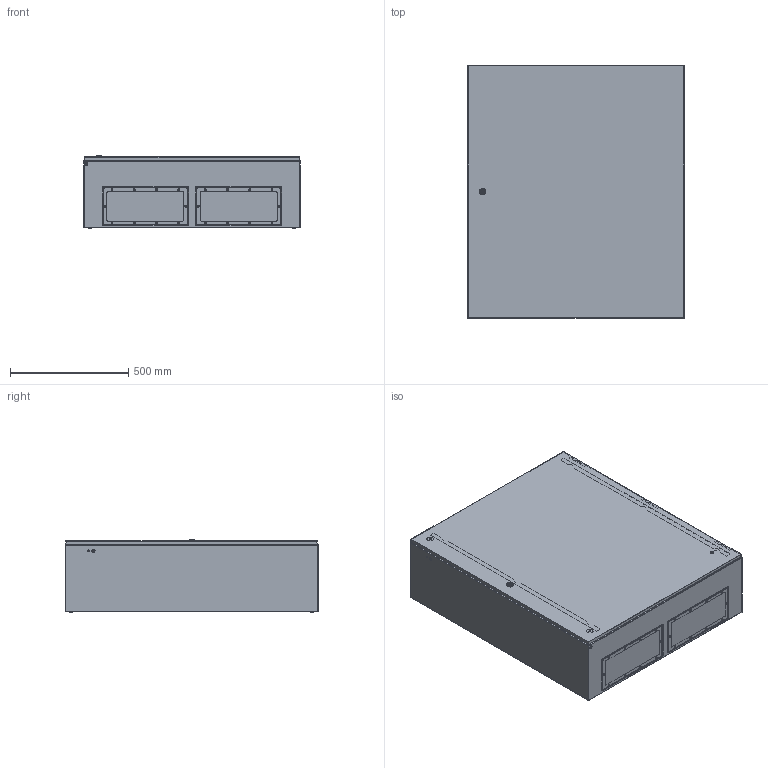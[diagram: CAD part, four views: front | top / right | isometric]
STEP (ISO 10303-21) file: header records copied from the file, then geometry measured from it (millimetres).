
FILE_DESCRIPTION (( 'STEP AP214' ), '1' );
FILE_NAME ('3331-9110-30-17.step', '2023-12-20T13:16:24', ( '' ), ( '' ), 'SwSTEP 2.0', 'SolidWorks 2019', '' );
FILE_SCHEMA (( 'AUTOMOTIVE_DESIGN' ));
Length unit declared in the file: millimetre
Products named in the file (6): Tuer_wg_3331-9110-00-97; Korpus_wg_9110-30; Kabeleinfuehrungsplatte_wg_3080-7035-12-27; Montageplatte_wg_0331-9110-00-13; 3331-9110-30-17; Montageplattenbeipack_wg_9110
Assembly tree (6 placements, depth 2):
  3331-9110-30-17
    Korpus_wg_9110-30
    Tuer_wg_3331-9110-00-97
    Kabeleinfuehrungsplatte_wg_3080-7035-12-27  x2
    Montageplatte_wg_0331-9110-00-13
    Montageplattenbeipack_wg_9110
Bounding box: 915 x 1073.1 x 307.5 mm (x, y, z)
Volume: 8168834.5 mm3; surface area: 8746406.7 mm2
Topology: 49 solids, 49 shells, 2546 faces, 6453 edges, 4143 vertices
Faces by surface type: plane 1439, cylinder 789, cone 234, torus 46, sphere 22, bspline 16
Entity records: 83995 total; most frequent: CARTESIAN_POINT 20721, DIRECTION 11141, ORIENTED_EDGE 10914, EDGE_CURVE 5457, AXIS2_PLACEMENT_3D 4003, VERTEX_POINT 3523, VECTOR 3135, LINE 3135
